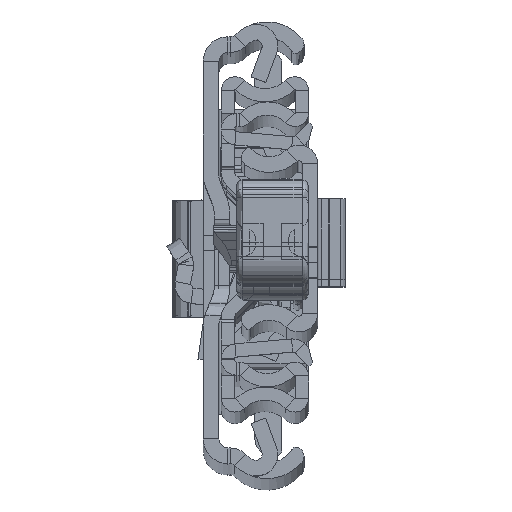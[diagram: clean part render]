
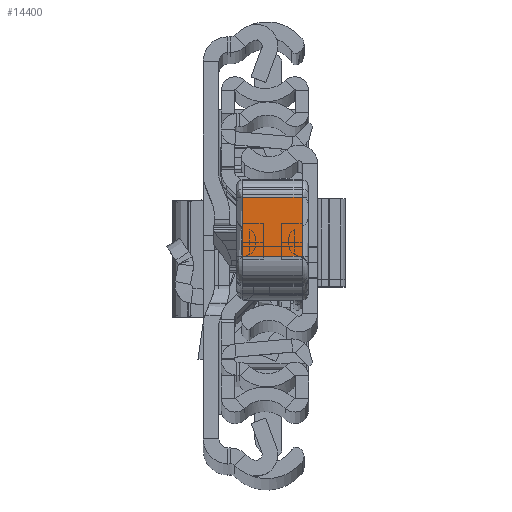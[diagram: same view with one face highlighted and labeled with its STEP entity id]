
A CAD part, top view. The second image highlights one B-rep face of the part: STEP entity #14400.
In plain terms, the highlighted face is planar.
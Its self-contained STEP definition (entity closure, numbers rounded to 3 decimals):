
#132 = CARTESIAN_POINT ( 'NONE',  ( 39.818, -2.465, -10. ) ) ;
#1157 = DIRECTION ( 'NONE',  ( 0., 0., -1. ) ) ;
#1241 = ORIENTED_EDGE ( 'NONE', *, *, #12359, .F. ) ;
#4332 = FACE_OUTER_BOUND ( 'NONE', #18505, .T. ) ;
#4394 = LINE ( 'NONE', #30566, #11968 ) ;
#5147 = VECTOR ( 'NONE', #1157, 1000. ) ;
#5166 = ORIENTED_EDGE ( 'NONE', *, *, #37878, .F. ) ;
#5829 = VECTOR ( 'NONE', #18170, 1000. ) ;
#6469 = LINE ( 'NONE', #7027, #26593 ) ;
#7027 = CARTESIAN_POINT ( 'NONE',  ( 39.55, -12.274, -11. ) ) ;
#9165 = LINE ( 'NONE', #9350, #5829 ) ;
#9350 = CARTESIAN_POINT ( 'NONE',  ( 39.55, -12.274, 0. ) ) ;
#9655 = LINE ( 'NONE', #27694, #5147 ) ;
#10138 = DIRECTION ( 'NONE',  ( 0., 0., 1. ) ) ;
#10335 = VERTEX_POINT ( 'NONE', #17315 ) ;
#11968 = VECTOR ( 'NONE', #16161, 1000. ) ;
#12359 = EDGE_CURVE ( 'NONE', #10335, #33223, #9165, .T. ) ;
#13031 = DIRECTION ( 'NONE',  ( -0.027, -1., 0. ) ) ;
#14400 = ADVANCED_FACE ( 'NONE', ( #4332 ), #21829, .F. ) ;
#16161 = DIRECTION ( 'NONE',  ( -0.027, -1., 0. ) ) ;
#16363 = ORIENTED_EDGE ( 'NONE', *, *, #36537, .F. ) ;
#17315 = CARTESIAN_POINT ( 'NONE',  ( 39.55, -12.274, 0. ) ) ;
#18170 = DIRECTION ( 'NONE',  ( 0.027, 1., 0. ) ) ;
#18505 = EDGE_LOOP ( 'NONE', ( #16363, #5166, #37522, #1241 ) ) ;
#18759 = AXIS2_PLACEMENT_3D ( 'NONE', #25090, #24342, #13031 ) ;
#20935 = CARTESIAN_POINT ( 'NONE',  ( 39.818, -2.465, 0. ) ) ;
#21829 = PLANE ( 'NONE',  #18759 ) ;
#21980 = VERTEX_POINT ( 'NONE', #36775 ) ;
#24342 = DIRECTION ( 'NONE',  ( -1., 0.027, 0. ) ) ;
#25090 = CARTESIAN_POINT ( 'NONE',  ( 39.55, -12.274, -11. ) ) ;
#25912 = EDGE_CURVE ( 'NONE', #33223, #31818, #9655, .T. ) ;
#26593 = VECTOR ( 'NONE', #10138, 1000. ) ;
#27694 = CARTESIAN_POINT ( 'NONE',  ( 39.818, -2.465, -11. ) ) ;
#30566 = CARTESIAN_POINT ( 'NONE',  ( 39.55, -12.274, -10. ) ) ;
#31818 = VERTEX_POINT ( 'NONE', #132 ) ;
#33223 = VERTEX_POINT ( 'NONE', #20935 ) ;
#36537 = EDGE_CURVE ( 'NONE', #21980, #10335, #6469, .T. ) ;
#36775 = CARTESIAN_POINT ( 'NONE',  ( 39.55, -12.274, -10. ) ) ;
#37522 = ORIENTED_EDGE ( 'NONE', *, *, #25912, .F. ) ;
#37878 = EDGE_CURVE ( 'NONE', #31818, #21980, #4394, .T. ) ;
